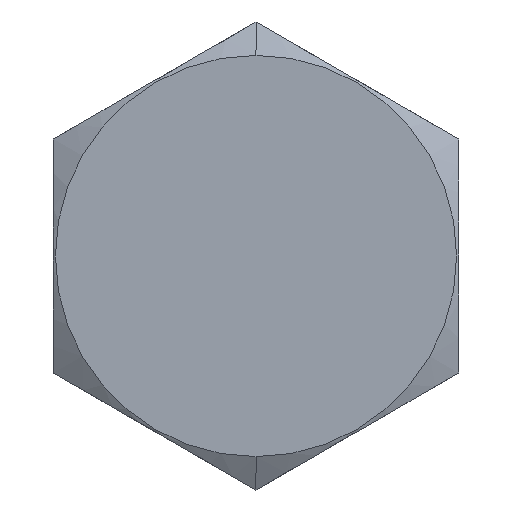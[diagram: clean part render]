
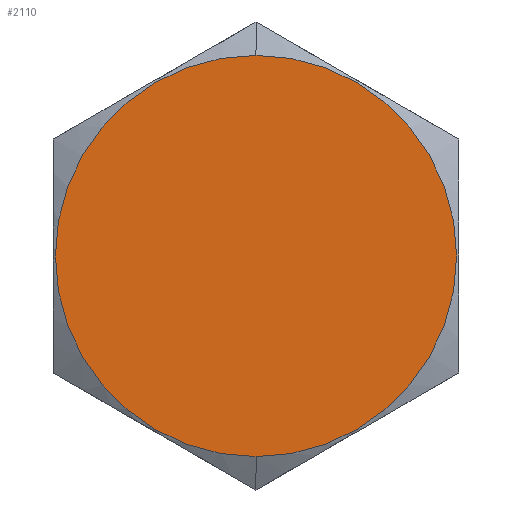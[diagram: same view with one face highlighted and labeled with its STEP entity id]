
A CAD part, front view. The second image highlights one B-rep face of the part: STEP entity #2110.
In plain terms, the highlighted planar face has unit normal (0, -1, 0).
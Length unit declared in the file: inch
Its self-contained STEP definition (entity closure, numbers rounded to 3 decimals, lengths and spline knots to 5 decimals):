
#638 = DIRECTION ( 'NONE',  ( 0., -1., 0. ) ) ;
#1076 = AXIS2_PLACEMENT_3D ( 'NONE', #13164, #13115, #7928 ) ;
#2110 = ADVANCED_FACE ( 'NONE', ( #7608 ), #10199, .F. ) ;
#2712 = AXIS2_PLACEMENT_3D ( 'NONE', #9974, #638, #5624 ) ;
#3488 = EDGE_CURVE ( 'NONE', #11411, #3745, #6637, .T. ) ;
#3745 = VERTEX_POINT ( 'NONE', #11916 ) ;
#4438 = DIRECTION ( 'NONE',  ( 0., -1., 0. ) ) ;
#4701 = AXIS2_PLACEMENT_3D ( 'NONE', #5526, #4438, #11710 ) ;
#5416 = CIRCLE ( 'NONE', #2712, 0.495 ) ;
#5526 = CARTESIAN_POINT ( 'NONE',  ( 0., 0., 0. ) ) ;
#5624 = DIRECTION ( 'NONE',  ( 0., 0., -1. ) ) ;
#6210 = EDGE_LOOP ( 'NONE', ( #6729, #13208 ) ) ;
#6637 = CIRCLE ( 'NONE', #4701, 0.495 ) ;
#6729 = ORIENTED_EDGE ( 'NONE', *, *, #7103, .T. ) ;
#7103 = EDGE_CURVE ( 'NONE', #3745, #11411, #5416, .T. ) ;
#7608 = FACE_OUTER_BOUND ( 'NONE', #6210, .T. ) ;
#7928 = DIRECTION ( 'NONE',  ( 0., 0., 1. ) ) ;
#8926 = CARTESIAN_POINT ( 'NONE',  ( 0., 0., -0.495 ) ) ;
#9974 = CARTESIAN_POINT ( 'NONE',  ( 0., 0., 0. ) ) ;
#10199 = PLANE ( 'NONE',  #1076 ) ;
#11411 = VERTEX_POINT ( 'NONE', #8926 ) ;
#11710 = DIRECTION ( 'NONE',  ( 0., 0., -1. ) ) ;
#11916 = CARTESIAN_POINT ( 'NONE',  ( 0., 0., 0.495 ) ) ;
#13115 = DIRECTION ( 'NONE',  ( 0., 1., 0. ) ) ;
#13164 = CARTESIAN_POINT ( 'NONE',  ( 0., 0., 0. ) ) ;
#13208 = ORIENTED_EDGE ( 'NONE', *, *, #3488, .T. ) ;
